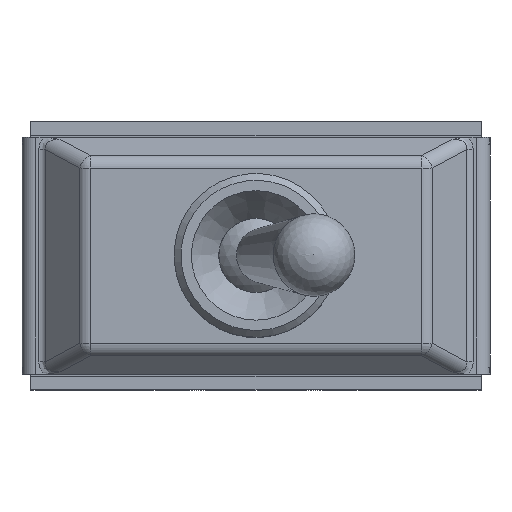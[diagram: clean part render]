
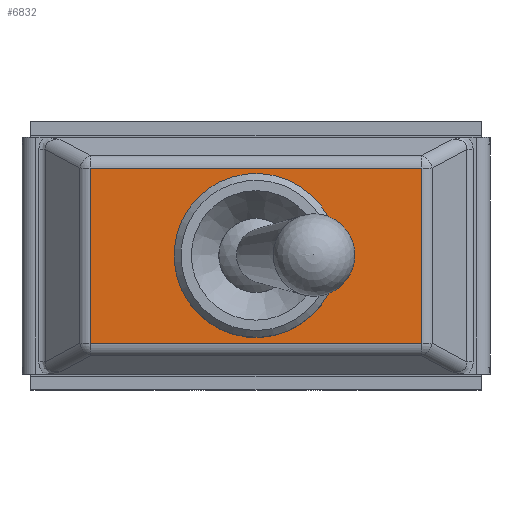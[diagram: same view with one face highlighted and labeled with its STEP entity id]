
A CAD part, top view. The second image highlights one B-rep face of the part: STEP entity #6832.
In plain terms, the highlighted planar face has unit normal (0, 0, 1).
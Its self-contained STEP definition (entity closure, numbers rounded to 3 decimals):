
#107=FACE_BOUND('',#892,.T.);
#198=PLANE('',#7329);
#499=FACE_OUTER_BOUND('',#891,.T.);
#891=EDGE_LOOP('',(#5117,#5118,#5119,#5120));
#892=EDGE_LOOP('',(#5121,#5122,#5123,#5124));
#1407=LINE('',#10469,#2158);
#1408=LINE('',#10471,#2159);
#1409=LINE('',#10473,#2160);
#1410=LINE('',#10474,#2161);
#1411=LINE('',#10479,#2162);
#1412=LINE('',#10481,#2163);
#1413=LINE('',#10482,#2164);
#2158=VECTOR('',#8338,10.);
#2159=VECTOR('',#8339,10.);
#2160=VECTOR('',#8340,10.);
#2161=VECTOR('',#8341,10.);
#2162=VECTOR('',#8344,10.);
#2163=VECTOR('',#8345,10.);
#2164=VECTOR('',#8346,10.);
#2801=CIRCLE('',#7330,5.953);
#3167=VERTEX_POINT('',#10467);
#3168=VERTEX_POINT('',#10468);
#3169=VERTEX_POINT('',#10470);
#3170=VERTEX_POINT('',#10472);
#3171=VERTEX_POINT('',#10475);
#3172=VERTEX_POINT('',#10476);
#3173=VERTEX_POINT('',#10478);
#3174=VERTEX_POINT('',#10480);
#3903=EDGE_CURVE('',#3167,#3168,#1407,.T.);
#3904=EDGE_CURVE('',#3169,#3168,#1408,.T.);
#3905=EDGE_CURVE('',#3170,#3169,#1409,.T.);
#3906=EDGE_CURVE('',#3170,#3167,#1410,.T.);
#3907=EDGE_CURVE('',#3171,#3172,#2801,.T.);
#3908=EDGE_CURVE('',#3172,#3173,#1411,.T.);
#3909=EDGE_CURVE('',#3173,#3174,#1412,.T.);
#3910=EDGE_CURVE('',#3174,#3171,#1413,.T.);
#5117=ORIENTED_EDGE('',*,*,#3903,.T.);
#5118=ORIENTED_EDGE('',*,*,#3904,.F.);
#5119=ORIENTED_EDGE('',*,*,#3905,.F.);
#5120=ORIENTED_EDGE('',*,*,#3906,.T.);
#5121=ORIENTED_EDGE('',*,*,#3907,.T.);
#5122=ORIENTED_EDGE('',*,*,#3908,.T.);
#5123=ORIENTED_EDGE('',*,*,#3909,.T.);
#5124=ORIENTED_EDGE('',*,*,#3910,.T.);
#6832=ADVANCED_FACE('',(#499,#107),#198,.T.);
#7329=AXIS2_PLACEMENT_3D('',#10466,#8336,#8337);
#7330=AXIS2_PLACEMENT_3D('',#10477,#8342,#8343);
#8336=DIRECTION('center_axis',(0.,0.,
1.));
#8337=DIRECTION('ref_axis',(-1.,0.,0.));
#8338=DIRECTION('',(1.,0.,0.));
#8339=DIRECTION('',(0.,-1.,0.));
#8340=DIRECTION('',(1.,0.,0.));
#8341=DIRECTION('',(0.,-1.,0.));
#8342=DIRECTION('center_axis',(0.,0.,
-1.));
#8343=DIRECTION('ref_axis',(-1.,0.,0.));
#8344=DIRECTION('',(-1.,0.,0.));
#8345=DIRECTION('',(0.,-1.,0.));
#8346=DIRECTION('',(1.,0.,0.));
#10466=CARTESIAN_POINT('Origin',(12.049,0.,
14.15));
#10467=CARTESIAN_POINT('',(-12.049,-6.365,14.15));
#10468=CARTESIAN_POINT('',(12.049,-6.365,14.15));
#10469=CARTESIAN_POINT('',(0.,-6.365,14.15));
#10470=CARTESIAN_POINT('',(12.049,6.365,14.15));
#10471=CARTESIAN_POINT('',(12.049,0.,14.15));
#10472=CARTESIAN_POINT('',(-12.049,6.365,14.15));
#10473=CARTESIAN_POINT('',(0.,6.365,14.15));
#10474=CARTESIAN_POINT('',(-12.049,0.,14.15));
#10475=CARTESIAN_POINT('',(5.885,-0.9,14.15));
#10476=CARTESIAN_POINT('',(5.885,0.9,14.15));
#10477=CARTESIAN_POINT('Origin',(0.,0.,
14.15));
#10478=CARTESIAN_POINT('',(4.847,0.9,14.15));
#10479=CARTESIAN_POINT('',(2.942,0.9,14.15));
#10480=CARTESIAN_POINT('',(4.847,-0.9,14.15));
#10481=CARTESIAN_POINT('',(4.847,0.45,14.15));
#10482=CARTESIAN_POINT('',(2.423,-0.9,14.15));
